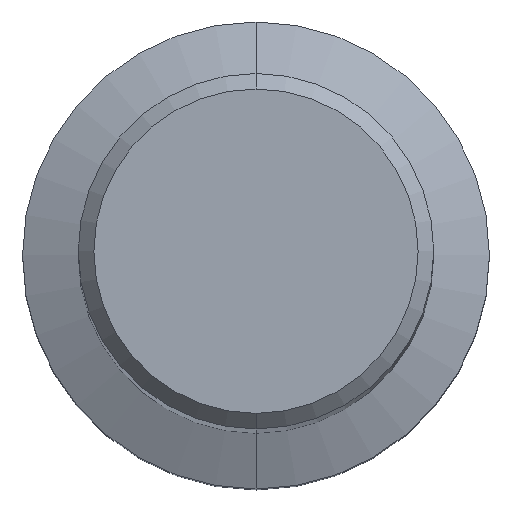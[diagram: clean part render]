
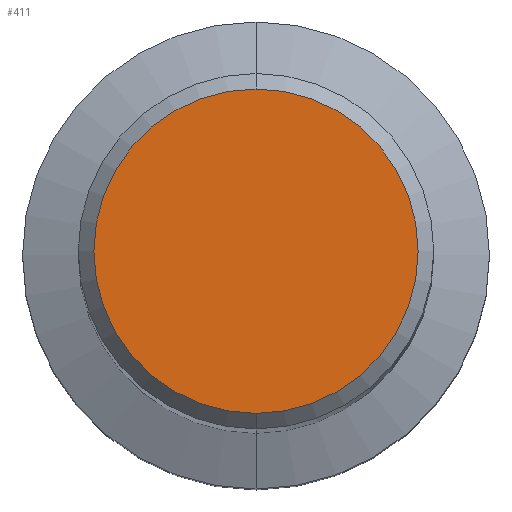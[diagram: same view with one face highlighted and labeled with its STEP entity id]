
A CAD part, top view. The second image highlights one B-rep face of the part: STEP entity #411.
In plain terms, the highlighted planar face has unit normal (0, 0, 1).
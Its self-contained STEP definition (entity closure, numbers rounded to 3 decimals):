
#385=VERTEX_POINT('',#764);
#393=EDGE_CURVE('',#385,#513,#773,.T.);
#411=ADVANCED_FACE('',(#794),#795,.T.);
#413=EDGE_CURVE('',#513,#385,#797,.T.);
#513=VERTEX_POINT('',#903);
#764=CARTESIAN_POINT('',(0.0,6.25,0.0));
#773=CIRCLE('',#1385,6.25);
#794=FACE_OUTER_BOUND('',#1457,.T.);
#795=PLANE('',#1458);
#797=CIRCLE('',#1461,6.25);
#903=CARTESIAN_POINT('',(0.,-6.25,0.0));
#1385=AXIS2_PLACEMENT_3D('',#1985,#1986,#1987);
#1457=EDGE_LOOP('',(#2009,#2010));
#1458=AXIS2_PLACEMENT_3D('',#2011,#2012,#2013);
#1461=AXIS2_PLACEMENT_3D('',#2014,#2015,#2016);
#1985=CARTESIAN_POINT('',(0.0,0.0,0.0));
#1986=DIRECTION('',(0.0,0.0,-1.0));
#1987=DIRECTION('',(0.0,1.0,0.0));
#2009=ORIENTED_EDGE('',*,*,#393,.F.);
#2010=ORIENTED_EDGE('',*,*,#413,.F.);
#2011=CARTESIAN_POINT('',(0.0,3.125,0.0));
#2012=DIRECTION('',(-0.0,0.0,1.0));
#2013=DIRECTION('',(0.0,-1.0,0.0));
#2014=CARTESIAN_POINT('',(0.0,0.0,0.0));
#2015=DIRECTION('',(0.0,0.0,-1.0));
#2016=DIRECTION('',(0.0,1.0,0.0));
